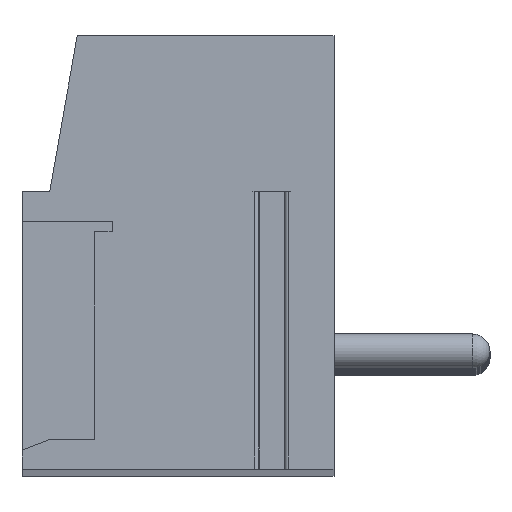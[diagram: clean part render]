
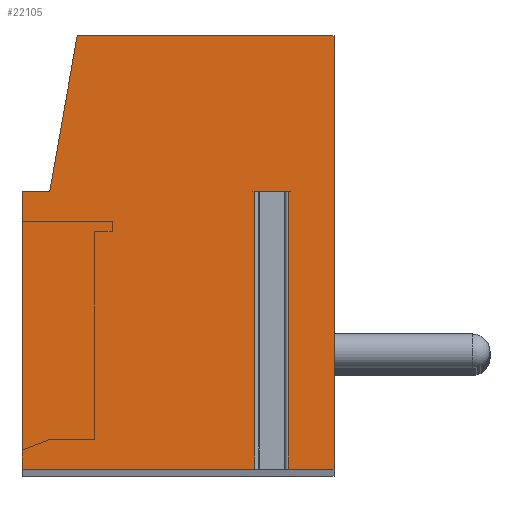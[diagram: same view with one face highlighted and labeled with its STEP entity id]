
A CAD part, top view. The second image highlights one B-rep face of the part: STEP entity #22105.
In plain terms, the highlighted planar face has unit normal (0, 0, 1).
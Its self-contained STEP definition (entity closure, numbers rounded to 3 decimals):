
#13=DIRECTION('',(-1.,0.,0.));
#14=VECTOR('',#13,0.958);
#15=CARTESIAN_POINT('',(3.179,1.75,117.5));
#16=LINE('',#15,#14);
#17=DIRECTION('',(0.,-1.,0.));
#18=VECTOR('',#17,8.);
#19=CARTESIAN_POINT('',(2.221,1.75,117.5));
#20=LINE('',#19,#18);
#21=DIRECTION('',(1.,0.,0.));
#22=VECTOR('',#21,6.721);
#23=CARTESIAN_POINT('',(-4.5,-6.25,117.5));
#24=LINE('',#23,#22);
#25=DIRECTION('',(0.,-1.,0.));
#26=VECTOR('',#25,8.);
#27=CARTESIAN_POINT('',(-4.5,1.75,117.5));
#28=LINE('',#27,#26);
#29=DIRECTION('',(-1.,0.,0.));
#30=VECTOR('',#29,0.8);
#31=CARTESIAN_POINT('',(-3.7,1.75,117.5));
#32=LINE('',#31,#30);
#33=DIRECTION('',(-0.174,-0.985,0.));
#34=VECTOR('',#33,4.569);
#35=CARTESIAN_POINT('',(-2.907,6.25,117.5));
#36=LINE('',#35,#34);
#37=DIRECTION('',(-1.,0.,0.));
#38=VECTOR('',#37,7.407);
#39=CARTESIAN_POINT('',(4.5,6.25,117.5));
#40=LINE('',#39,#38);
#41=DIRECTION('',(0.,1.,0.));
#42=VECTOR('',#41,12.5);
#43=CARTESIAN_POINT('',(4.5,-6.25,117.5));
#44=LINE('',#43,#42);
#45=DIRECTION('',(1.,0.,0.));
#46=VECTOR('',#45,1.321);
#47=CARTESIAN_POINT('',(3.179,-6.25,117.5));
#48=LINE('',#47,#46);
#49=DIRECTION('',(0.,-1.,0.));
#50=VECTOR('',#49,8.);
#51=CARTESIAN_POINT('',(3.179,1.75,117.5));
#52=LINE('',#51,#50);
#17525=CARTESIAN_POINT('',(-2.907,6.25,117.5));
#17526=CARTESIAN_POINT('',(-3.7,1.75,117.5));
#17527=VERTEX_POINT('',#17525);
#17528=VERTEX_POINT('',#17526);
#17529=CARTESIAN_POINT('',(-4.5,1.75,117.5));
#17530=VERTEX_POINT('',#17529);
#17531=CARTESIAN_POINT('',(-4.5,-6.25,117.5));
#17532=VERTEX_POINT('',#17531);
#17533=CARTESIAN_POINT('',(4.5,-6.25,117.5));
#17534=CARTESIAN_POINT('',(4.5,6.25,117.5));
#17535=VERTEX_POINT('',#17533);
#17536=VERTEX_POINT('',#17534);
#17593=CARTESIAN_POINT('',(3.179,1.75,117.5));
#17594=CARTESIAN_POINT('',(2.221,1.75,117.5));
#17595=VERTEX_POINT('',#17593);
#17596=VERTEX_POINT('',#17594);
#17597=CARTESIAN_POINT('',(3.179,-6.25,117.5));
#17598=VERTEX_POINT('',#17597);
#17599=CARTESIAN_POINT('',(2.221,-6.25,117.5));
#17600=VERTEX_POINT('',#17599);
#22078=CARTESIAN_POINT('',(0.,0.,117.5));
#22079=DIRECTION('',(0.,0.,1.));
#22080=DIRECTION('',(1.,0.,0.));
#22081=AXIS2_PLACEMENT_3D('',#22078,#22079,#22080);
#22082=PLANE('',#22081);
#22084=ORIENTED_EDGE('',*,*,#22083,.T.);
#22086=ORIENTED_EDGE('',*,*,#22085,.T.);
#22088=ORIENTED_EDGE('',*,*,#22087,.F.);
#22090=ORIENTED_EDGE('',*,*,#22089,.F.);
#22092=ORIENTED_EDGE('',*,*,#22091,.F.);
#22094=ORIENTED_EDGE('',*,*,#22093,.F.);
#22096=ORIENTED_EDGE('',*,*,#22095,.F.);
#22098=ORIENTED_EDGE('',*,*,#22097,.F.);
#22100=ORIENTED_EDGE('',*,*,#22099,.F.);
#22102=ORIENTED_EDGE('',*,*,#22101,.F.);
#22103=EDGE_LOOP('',(#22084,#22086,#22088,#22090,#22092,#22094,#22096,#22098,
#22100,#22102));
#22104=FACE_OUTER_BOUND('',#22103,.F.);
#22083=EDGE_CURVE('',#17595,#17596,#16,.T.);
#22085=EDGE_CURVE('',#17596,#17600,#20,.T.);
#22087=EDGE_CURVE('',#17532,#17600,#24,.T.);
#22089=EDGE_CURVE('',#17530,#17532,#28,.T.);
#22091=EDGE_CURVE('',#17528,#17530,#32,.T.);
#22093=EDGE_CURVE('',#17527,#17528,#36,.T.);
#22095=EDGE_CURVE('',#17536,#17527,#40,.T.);
#22097=EDGE_CURVE('',#17535,#17536,#44,.T.);
#22099=EDGE_CURVE('',#17598,#17535,#48,.T.);
#22101=EDGE_CURVE('',#17595,#17598,#52,.T.);
#22105=ADVANCED_FACE('',(#22104),#22082,.T.);
